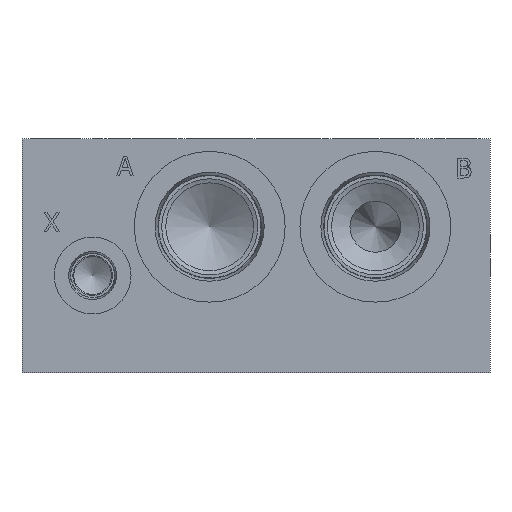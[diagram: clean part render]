
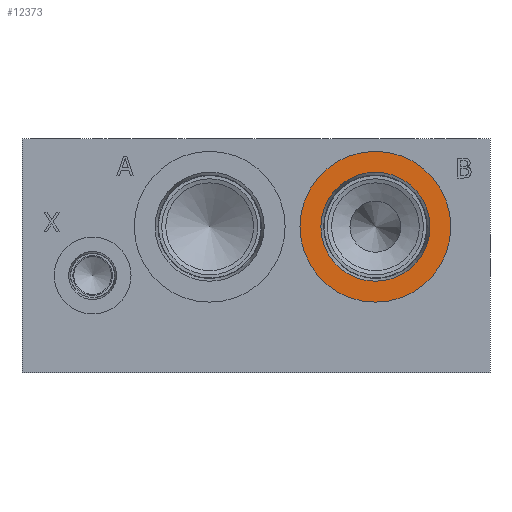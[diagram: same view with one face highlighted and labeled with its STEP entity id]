
A CAD part, left-side view. The second image highlights one B-rep face of the part: STEP entity #12373.
In plain terms, the highlighted planar face has unit normal (-1, 0, 0).
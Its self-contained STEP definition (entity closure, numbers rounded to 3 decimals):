
#270=CIRCLE('',#12990,24.562);
#271=CIRCLE('',#12991,24.562);
#272=CIRCLE('',#12992,17.755);
#484=FACE_BOUND('',#2122,.T.);
#845=PLANE('',#12989);
#1416=FACE_OUTER_BOUND('',#2121,.T.);
#2121=EDGE_LOOP('',(#10724,#10725));
#2122=EDGE_LOOP('',(#10726));
#5835=VERTEX_POINT('',#21235);
#5836=VERTEX_POINT('',#21236);
#5837=VERTEX_POINT('',#21239);
#7515=EDGE_CURVE('',#5835,#5836,#270,.T.);
#7516=EDGE_CURVE('',#5836,#5835,#271,.T.);
#7517=EDGE_CURVE('',#5837,#5837,#272,.T.);
#10724=ORIENTED_EDGE('',*,*,#7515,.T.);
#10725=ORIENTED_EDGE('',*,*,#7516,.T.);
#10726=ORIENTED_EDGE('',*,*,#7517,.F.);
#12373=ADVANCED_FACE('',(#1416,#484),#845,.T.);
#12989=AXIS2_PLACEMENT_3D('',#21234,#15301,#15302);
#12990=AXIS2_PLACEMENT_3D('',#21237,#15303,#15304);
#12991=AXIS2_PLACEMENT_3D('',#21238,#15305,#15306);
#12992=AXIS2_PLACEMENT_3D('',#21240,#15307,#15308);
#15301=DIRECTION('center_axis',(-1.,0.,0.));
#15302=DIRECTION('ref_axis',(0.,1.,0.));
#15303=DIRECTION('center_axis',(-1.,0.,0.));
#15304=DIRECTION('ref_axis',(0.,1.,0.));
#15305=DIRECTION('center_axis',(-1.,0.,0.));
#15306=DIRECTION('ref_axis',(0.,1.,0.));
#15307=DIRECTION('center_axis',(-1.,0.,0.));
#15308=DIRECTION('ref_axis',(0.,1.,0.));
#21234=CARTESIAN_POINT('Origin',(0.787,37.313,47.625));
#21235=CARTESIAN_POINT('',(0.787,61.874,47.625));
#21236=CARTESIAN_POINT('',(0.787,12.751,47.625));
#21237=CARTESIAN_POINT('Origin',(0.787,37.313,47.625));
#21238=CARTESIAN_POINT('Origin',(0.787,37.313,47.625));
#21239=CARTESIAN_POINT('',(0.787,19.558,47.625));
#21240=CARTESIAN_POINT('Origin',(0.787,37.313,47.625));
